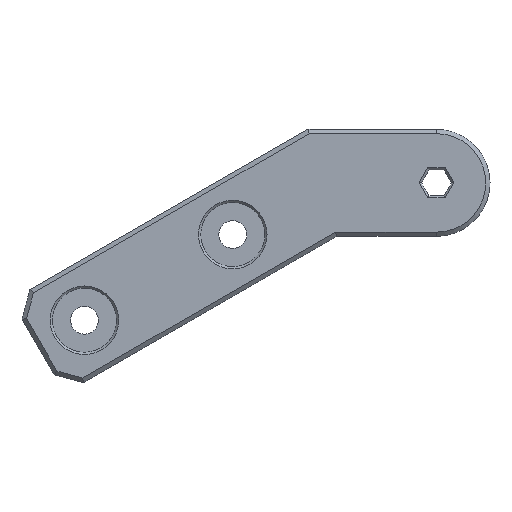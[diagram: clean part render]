
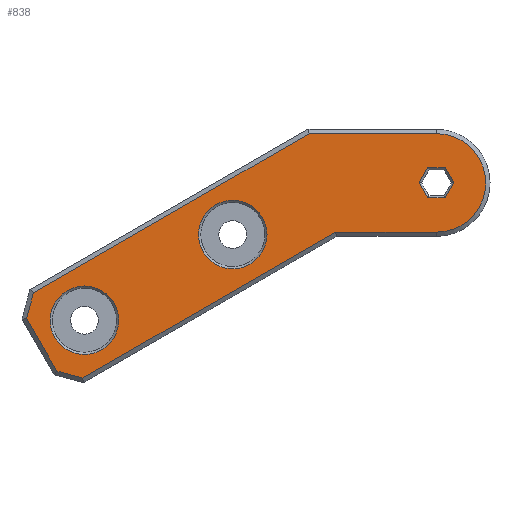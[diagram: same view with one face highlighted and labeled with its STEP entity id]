
A CAD part, left-side view. The second image highlights one B-rep face of the part: STEP entity #838.
In plain terms, the highlighted planar face has unit normal (-1, 0, 0).
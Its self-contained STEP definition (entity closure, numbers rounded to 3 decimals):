
#27=FACE_BOUND('',#123,.T.);
#28=FACE_BOUND('',#124,.T.);
#29=FACE_BOUND('',#125,.T.);
#35=CIRCLE('',#908,11.5);
#36=CIRCLE('',#909,8.);
#37=CIRCLE('',#910,8.);
#67=FACE_OUTER_BOUND('',#122,.T.);
#122=EDGE_LOOP('',(#632,#633,#634,#635,#636,#637,#638,#639));
#123=EDGE_LOOP('',(#640));
#124=EDGE_LOOP('',(#641));
#125=EDGE_LOOP('',(#642,#643,#644,#645,#646,#647));
#193=LINE('',#1267,#293);
#195=LINE('',#1272,#295);
#199=LINE('',#1278,#299);
#200=LINE('',#1281,#300);
#203=LINE('',#1287,#303);
#206=LINE('',#1291,#306);
#209=LINE('',#1300,#309);
#210=LINE('',#1302,#310);
#211=LINE('',#1304,#311);
#212=LINE('',#1306,#312);
#213=LINE('',#1308,#313);
#214=LINE('',#1310,#314);
#215=LINE('',#1312,#315);
#293=VECTOR('',#1016,10.);
#295=VECTOR('',#1020,10.);
#299=VECTOR('',#1026,10.);
#300=VECTOR('',#1029,10.);
#303=VECTOR('',#1034,10.);
#306=VECTOR('',#1039,10.);
#309=VECTOR('',#1050,10.);
#310=VECTOR('',#1051,10.);
#311=VECTOR('',#1052,10.);
#312=VECTOR('',#1053,10.);
#313=VECTOR('',#1054,10.);
#314=VECTOR('',#1055,10.);
#315=VECTOR('',#1056,10.);
#386=VERTEX_POINT('',#1264);
#387=VERTEX_POINT('',#1266);
#388=VERTEX_POINT('',#1270);
#389=VERTEX_POINT('',#1271);
#391=VERTEX_POINT('',#1280);
#393=VERTEX_POINT('',#1286);
#394=VERTEX_POINT('',#1298);
#395=VERTEX_POINT('',#1299);
#396=VERTEX_POINT('',#1301);
#397=VERTEX_POINT('',#1303);
#398=VERTEX_POINT('',#1305);
#399=VERTEX_POINT('',#1307);
#400=VERTEX_POINT('',#1309);
#401=VERTEX_POINT('',#1311);
#402=VERTEX_POINT('',#1314);
#403=VERTEX_POINT('',#1316);
#464=EDGE_CURVE('',#387,#386,#193,.T.);
#466=EDGE_CURVE('',#388,#389,#195,.T.);
#470=EDGE_CURVE('',#389,#387,#199,.T.);
#471=EDGE_CURVE('',#391,#388,#200,.T.);
#474=EDGE_CURVE('',#393,#391,#203,.T.);
#477=EDGE_CURVE('',#386,#393,#206,.T.);
#480=EDGE_CURVE('',#394,#395,#209,.T.);
#481=EDGE_CURVE('',#395,#396,#210,.T.);
#482=EDGE_CURVE('',#396,#397,#211,.T.);
#483=EDGE_CURVE('',#397,#398,#212,.T.);
#484=EDGE_CURVE('',#398,#399,#213,.T.);
#485=EDGE_CURVE('',#399,#400,#214,.T.);
#486=EDGE_CURVE('',#400,#401,#215,.T.);
#487=EDGE_CURVE('',#401,#394,#35,.T.);
#488=EDGE_CURVE('',#402,#402,#36,.T.);
#489=EDGE_CURVE('',#403,#403,#37,.T.);
#632=ORIENTED_EDGE('',*,*,#480,.T.);
#633=ORIENTED_EDGE('',*,*,#481,.T.);
#634=ORIENTED_EDGE('',*,*,#482,.T.);
#635=ORIENTED_EDGE('',*,*,#483,.T.);
#636=ORIENTED_EDGE('',*,*,#484,.T.);
#637=ORIENTED_EDGE('',*,*,#485,.T.);
#638=ORIENTED_EDGE('',*,*,#486,.T.);
#639=ORIENTED_EDGE('',*,*,#487,.T.);
#640=ORIENTED_EDGE('',*,*,#488,.T.);
#641=ORIENTED_EDGE('',*,*,#489,.T.);
#642=ORIENTED_EDGE('',*,*,#466,.T.);
#643=ORIENTED_EDGE('',*,*,#470,.T.);
#644=ORIENTED_EDGE('',*,*,#464,.T.);
#645=ORIENTED_EDGE('',*,*,#477,.T.);
#646=ORIENTED_EDGE('',*,*,#474,.T.);
#647=ORIENTED_EDGE('',*,*,#471,.T.);
#795=PLANE('',#907);
#838=ADVANCED_FACE('',(#67,#27,#28,#29),#795,.F.);
#907=AXIS2_PLACEMENT_3D('',#1297,#1048,#1049);
#908=AXIS2_PLACEMENT_3D('',#1313,#1057,#1058);
#909=AXIS2_PLACEMENT_3D('',#1315,#1059,#1060);
#910=AXIS2_PLACEMENT_3D('',#1317,#1061,#1062);
#1016=DIRECTION('',(0.,1.,0.));
#1020=DIRECTION('',(0.,-0.5,-0.866));
#1026=DIRECTION('',(0.,0.5,-0.866));
#1029=DIRECTION('',(0.,-1.,0.));
#1034=DIRECTION('',(0.,-0.5,0.866));
#1039=DIRECTION('',(0.,0.5,0.866));
#1048=DIRECTION('center_axis',(1.,0.,0.));
#1049=DIRECTION('ref_axis',(0.,1.,0.));
#1050=DIRECTION('',(0.,1.,0.));
#1051=DIRECTION('',(0.,0.866,-0.5));
#1052=DIRECTION('',(0.,0.259,-0.966));
#1053=DIRECTION('',(0.,-0.5,-0.866));
#1054=DIRECTION('',(0.,-0.966,-0.259));
#1055=DIRECTION('',(0.,-0.866,0.5));
#1056=DIRECTION('',(0.,-1.,0.));
#1057=DIRECTION('center_axis',(-1.,0.,0.));
#1058=DIRECTION('ref_axis',(0.,-1.,0.));
#1059=DIRECTION('center_axis',(1.,0.,0.));
#1060=DIRECTION('ref_axis',(0.,-1.,0.));
#1061=DIRECTION('center_axis',(1.,0.,0.));
#1062=DIRECTION('ref_axis',(0.,-1.,0.));
#1264=CARTESIAN_POINT('',(-47.5,89.539,14.219));
#1266=CARTESIAN_POINT('',(-47.5,85.461,14.219));
#1267=CARTESIAN_POINT('',(-47.5,108.321,14.219));
#1270=CARTESIAN_POINT('',(-47.5,85.461,21.281));
#1271=CARTESIAN_POINT('',(-47.5,83.423,17.75));
#1272=CARTESIAN_POINT('',(-47.5,86.336,22.795));
#1278=CARTESIAN_POINT('',(-47.5,93.396,0.475));
#1280=CARTESIAN_POINT('',(-47.5,89.539,21.281));
#1281=CARTESIAN_POINT('',(-47.5,110.071,21.281));
#1286=CARTESIAN_POINT('',(-47.5,91.577,17.75));
#1287=CARTESIAN_POINT('',(-47.5,100.387,2.491));
#1291=CARTESIAN_POINT('',(-47.5,91.577,17.749));
#1297=CARTESIAN_POINT('Origin',(-47.5,130.891,-0.576));
#1298=CARTESIAN_POINT('',(-47.5,87.5,29.25));
#1299=CARTESIAN_POINT('',(-47.5,117.232,29.25));
#1300=CARTESIAN_POINT('',(-47.5,124.196,29.25));
#1301=CARTESIAN_POINT('',(-47.5,181.593,-7.909));
#1302=CARTESIAN_POINT('',(-47.5,163.337,2.631));
#1303=CARTESIAN_POINT('',(-47.5,183.209,-13.939));
#1304=CARTESIAN_POINT('',(-47.5,179.382,0.342));
#1305=CARTESIAN_POINT('',(-47.5,176.123,-26.212));
#1306=CARTESIAN_POINT('',(-47.5,174.666,-28.736));
#1307=CARTESIAN_POINT('',(-47.5,170.093,-27.828));
#1308=CARTESIAN_POINT('',(-47.5,156.719,-31.411));
#1309=CARTESIAN_POINT('',(-47.5,111.069,6.25));
#1310=CARTESIAN_POINT('',(-47.5,120.096,1.038));
#1311=CARTESIAN_POINT('',(-47.5,87.5,6.25));
#1312=CARTESIAN_POINT('',(-47.5,109.196,6.25));
#1313=CARTESIAN_POINT('Origin',(-47.5,87.5,17.75));
#1314=CARTESIAN_POINT('',(-47.5,177.707,-14.326));
#1315=CARTESIAN_POINT('Origin',(-47.5,169.707,-14.326));
#1316=CARTESIAN_POINT('',(-47.5,143.066,5.674));
#1317=CARTESIAN_POINT('Origin',(-47.5,135.066,5.674));
